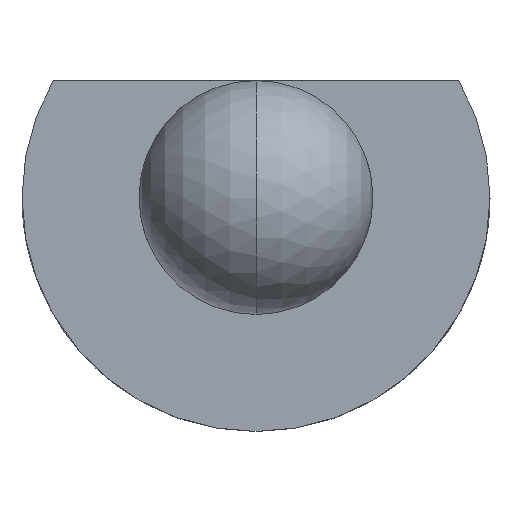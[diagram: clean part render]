
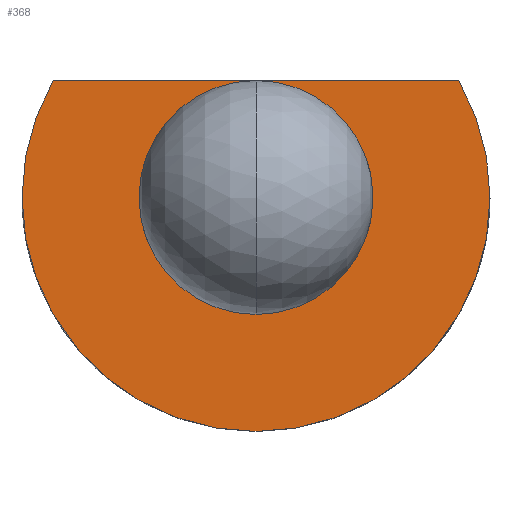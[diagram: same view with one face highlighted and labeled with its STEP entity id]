
A CAD part, front view. The second image highlights one B-rep face of the part: STEP entity #368.
In plain terms, the highlighted planar face has unit normal (0, -1, 0).
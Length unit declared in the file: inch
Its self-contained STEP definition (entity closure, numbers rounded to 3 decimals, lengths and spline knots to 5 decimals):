
#5 = DIRECTION ( 'NONE',  ( 1., 0., 0. ) ) ;
#20 = DIRECTION ( 'NONE',  ( 0., 0., -1. ) ) ;
#23 = DIRECTION ( 'NONE',  ( 0., -1., 0. ) ) ;
#49 = VERTEX_POINT ( 'NONE', #354 ) ;
#55 = CIRCLE ( 'NONE', #211, 0.125 ) ;
#66 = LINE ( 'NONE', #159, #446 ) ;
#67 = CARTESIAN_POINT ( 'NONE',  ( 0., 0., 0. ) ) ;
#71 = EDGE_CURVE ( 'NONE', #532, #94, #195, .T. ) ;
#94 = VERTEX_POINT ( 'NONE', #312 ) ;
#112 = EDGE_CURVE ( 'NONE', #49, #445, #55, .T. ) ;
#127 = CARTESIAN_POINT ( 'NONE',  ( 0., 0., 0. ) ) ;
#130 = EDGE_CURVE ( 'NONE', #94, #532, #186, .T. ) ;
#145 = DIRECTION ( 'NONE',  ( 0., 0., -1. ) ) ;
#148 = VERTEX_POINT ( 'NONE', #192 ) ;
#152 = DIRECTION ( 'NONE',  ( 0., -1., 0. ) ) ;
#159 = CARTESIAN_POINT ( 'NONE',  ( 0., 0., 0.0625 ) ) ;
#167 = DIRECTION ( 'NONE',  ( 0., 0., -1. ) ) ;
#170 = CARTESIAN_POINT ( 'NONE',  ( 0., 0., 0.0625 ) ) ;
#178 = AXIS2_PLACEMENT_3D ( 'NONE', #500, #152, #239 ) ;
#186 = CIRCLE ( 'NONE', #351, 0.0625 ) ;
#192 = CARTESIAN_POINT ( 'NONE',  ( -0.10825, 0., 0.0625 ) ) ;
#195 = CIRCLE ( 'NONE', #247, 0.0625 ) ;
#211 = AXIS2_PLACEMENT_3D ( 'NONE', #488, #410, #145 ) ;
#222 = ORIENTED_EDGE ( 'NONE', *, *, #409, .F. ) ;
#228 = DIRECTION ( 'NONE',  ( 0., 0., -1. ) ) ;
#235 = ORIENTED_EDGE ( 'NONE', *, *, #264, .T. ) ;
#236 = CARTESIAN_POINT ( 'NONE',  ( 0., 0., 0. ) ) ;
#239 = DIRECTION ( 'NONE',  ( 0., 0., -1. ) ) ;
#247 = AXIS2_PLACEMENT_3D ( 'NONE', #236, #362, #20 ) ;
#264 = EDGE_CURVE ( 'NONE', #148, #49, #472, .T. ) ;
#289 = ORIENTED_EDGE ( 'NONE', *, *, #346, .F. ) ;
#310 = LINE ( 'NONE', #170, #365 ) ;
#312 = CARTESIAN_POINT ( 'NONE',  ( 0., 0., -0.0625 ) ) ;
#320 = AXIS2_PLACEMENT_3D ( 'NONE', #127, #330, #167 ) ;
#327 = FACE_OUTER_BOUND ( 'NONE', #402, .T. ) ;
#328 = CARTESIAN_POINT ( 'NONE',  ( 0., 0., 0.0625 ) ) ;
#330 = DIRECTION ( 'NONE',  ( 0., -1., 0. ) ) ;
#346 = EDGE_CURVE ( 'NONE', #532, #445, #66, .T. ) ;
#348 = ORIENTED_EDGE ( 'NONE', *, *, #130, .F. ) ;
#351 = AXIS2_PLACEMENT_3D ( 'NONE', #67, #23, #228 ) ;
#354 = CARTESIAN_POINT ( 'NONE',  ( 0., 0., -0.125 ) ) ;
#362 = DIRECTION ( 'NONE',  ( 0., -1., 0. ) ) ;
#365 = VECTOR ( 'NONE', #5, 39.37008 ) ;
#368 = ADVANCED_FACE ( 'NONE', ( #327 ), #508, .T. ) ;
#402 = EDGE_LOOP ( 'NONE', ( #222, #235, #479, #289, #348, #421 ) ) ;
#409 = EDGE_CURVE ( 'NONE', #148, #532, #310, .T. ) ;
#410 = DIRECTION ( 'NONE',  ( 0., -1., 0. ) ) ;
#421 = ORIENTED_EDGE ( 'NONE', *, *, #71, .F. ) ;
#429 = CARTESIAN_POINT ( 'NONE',  ( 0.10825, 0., 0.0625 ) ) ;
#445 = VERTEX_POINT ( 'NONE', #429 ) ;
#446 = VECTOR ( 'NONE', #454, 39.37008 ) ;
#454 = DIRECTION ( 'NONE',  ( 1., 0., 0. ) ) ;
#472 = CIRCLE ( 'NONE', #178, 0.125 ) ;
#479 = ORIENTED_EDGE ( 'NONE', *, *, #112, .T. ) ;
#488 = CARTESIAN_POINT ( 'NONE',  ( 0., 0., 0. ) ) ;
#500 = CARTESIAN_POINT ( 'NONE',  ( 0., 0., 0. ) ) ;
#508 = PLANE ( 'NONE',  #320 ) ;
#532 = VERTEX_POINT ( 'NONE', #328 ) ;
